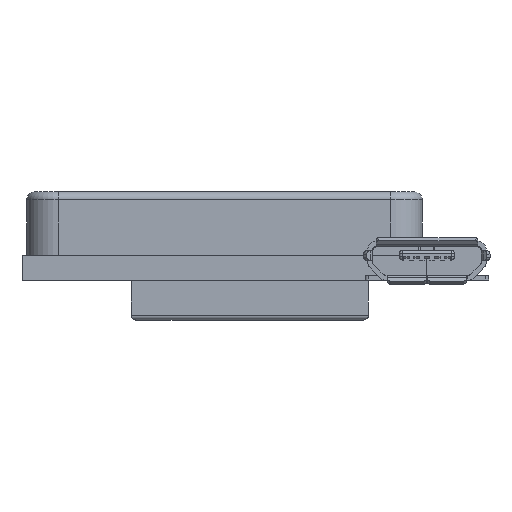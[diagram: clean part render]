
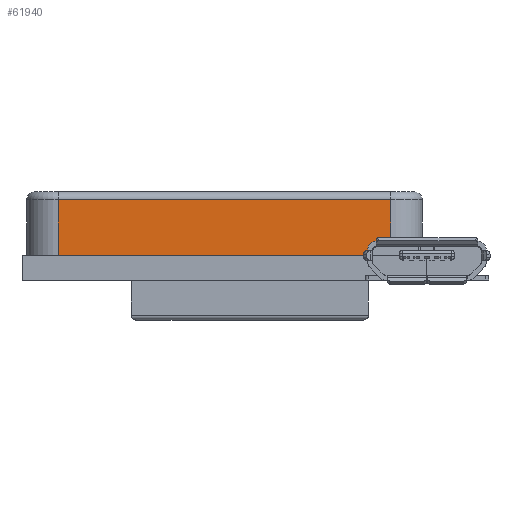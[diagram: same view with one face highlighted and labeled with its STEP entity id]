
A CAD part, left-side view. The second image highlights one B-rep face of the part: STEP entity #61940.
In plain terms, the highlighted planar face has unit normal (-1, 0, 0).
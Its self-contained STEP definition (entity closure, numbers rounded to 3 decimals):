
#60802 = PLANE('',#60803);
#60803 = AXIS2_PLACEMENT_3D('',#60804,#60805,#60806);
#60804 = CARTESIAN_POINT('',(0.,0.,1.6));
#60805 = DIRECTION('',(0.,0.,1.));
#60806 = DIRECTION('',(1.,0.,0.));
#61206 = VERTEX_POINT('',#61207);
#61207 = CARTESIAN_POINT('',(5.,2.3,1.6));
#61222 = CYLINDRICAL_SURFACE('',#61223,2.);
#61223 = AXIS2_PLACEMENT_3D('',#61224,#61225,#61226);
#61224 = CARTESIAN_POINT('',(7.,2.3,1.6));
#61225 = DIRECTION('',(0.,0.,1.));
#61226 = DIRECTION('',(-1.,0.,0.));
#61234 = EDGE_CURVE('',#61206,#61235,#61237,.T.);
#61235 = VERTEX_POINT('',#61236);
#61236 = CARTESIAN_POINT('',(5.,23.3,1.6));
#61237 = SURFACE_CURVE('',#61238,(#61242,#61249),.PCURVE_S1.);
#61238 = LINE('',#61239,#61240);
#61239 = CARTESIAN_POINT('',(5.,0.3,1.6));
#61240 = VECTOR('',#61241,1.);
#61241 = DIRECTION('',(0.,1.,0.));
#61242 = PCURVE('',#60802,#61243);
#61243 = DEFINITIONAL_REPRESENTATION('',(#61244),#61248);
#61244 = LINE('',#61245,#61246);
#61245 = CARTESIAN_POINT('',(5.,0.3));
#61246 = VECTOR('',#61247,1.);
#61247 = DIRECTION('',(0.,1.));
#61248 = ( GEOMETRIC_REPRESENTATION_CONTEXT(2) 
PARAMETRIC_REPRESENTATION_CONTEXT() REPRESENTATION_CONTEXT('2D SPACE',''
  ) );
#61249 = PCURVE('',#61250,#61255);
#61250 = PLANE('',#61251);
#61251 = AXIS2_PLACEMENT_3D('',#61252,#61253,#61254);
#61252 = CARTESIAN_POINT('',(5.,0.3,1.6));
#61253 = DIRECTION('',(1.,0.,0.));
#61254 = DIRECTION('',(0.,0.,1.));
#61255 = DEFINITIONAL_REPRESENTATION('',(#61256),#61260);
#61256 = LINE('',#61257,#61258);
#61257 = CARTESIAN_POINT('',(0.,0.));
#61258 = VECTOR('',#61259,1.);
#61259 = DIRECTION('',(0.,-1.));
#61260 = ( GEOMETRIC_REPRESENTATION_CONTEXT(2) 
PARAMETRIC_REPRESENTATION_CONTEXT() REPRESENTATION_CONTEXT('2D SPACE',''
  ) );
#61281 = CYLINDRICAL_SURFACE('',#61282,2.);
#61282 = AXIS2_PLACEMENT_3D('',#61283,#61284,#61285);
#61283 = CARTESIAN_POINT('',(7.,23.3,1.6));
#61284 = DIRECTION('',(0.,0.,1.));
#61285 = DIRECTION('',(-1.,0.,0.));
#61889 = EDGE_CURVE('',#61235,#61890,#61892,.T.);
#61890 = VERTEX_POINT('',#61891);
#61891 = CARTESIAN_POINT('',(5.,23.3,5.1));
#61892 = SURFACE_CURVE('',#61893,(#61897,#61904),.PCURVE_S1.);
#61893 = LINE('',#61894,#61895);
#61894 = CARTESIAN_POINT('',(5.,23.3,1.6));
#61895 = VECTOR('',#61896,1.);
#61896 = DIRECTION('',(0.,0.,1.));
#61897 = PCURVE('',#61281,#61898);
#61898 = DEFINITIONAL_REPRESENTATION('',(#61899),#61903);
#61899 = LINE('',#61900,#61901);
#61900 = CARTESIAN_POINT('',(-0.,0.));
#61901 = VECTOR('',#61902,1.);
#61902 = DIRECTION('',(-0.,1.));
#61903 = ( GEOMETRIC_REPRESENTATION_CONTEXT(2) 
PARAMETRIC_REPRESENTATION_CONTEXT() REPRESENTATION_CONTEXT('2D SPACE',''
  ) );
#61904 = PCURVE('',#61250,#61905);
#61905 = DEFINITIONAL_REPRESENTATION('',(#61906),#61910);
#61906 = LINE('',#61907,#61908);
#61907 = CARTESIAN_POINT('',(0.,-23.));
#61908 = VECTOR('',#61909,1.);
#61909 = DIRECTION('',(1.,0.));
#61910 = ( GEOMETRIC_REPRESENTATION_CONTEXT(2) 
PARAMETRIC_REPRESENTATION_CONTEXT() REPRESENTATION_CONTEXT('2D SPACE',''
  ) );
#61940 = ADVANCED_FACE('',(#61941),#61250,.F.);
#61941 = FACE_BOUND('',#61942,.F.);
#61942 = EDGE_LOOP('',(#61943,#61966,#61967,#61968));
#61943 = ORIENTED_EDGE('',*,*,#61944,.F.);
#61944 = EDGE_CURVE('',#61206,#61945,#61947,.T.);
#61945 = VERTEX_POINT('',#61946);
#61946 = CARTESIAN_POINT('',(5.,2.3,5.1));
#61947 = SURFACE_CURVE('',#61948,(#61952,#61959),.PCURVE_S1.);
#61948 = LINE('',#61949,#61950);
#61949 = CARTESIAN_POINT('',(5.,2.3,1.6));
#61950 = VECTOR('',#61951,1.);
#61951 = DIRECTION('',(0.,0.,1.));
#61952 = PCURVE('',#61250,#61953);
#61953 = DEFINITIONAL_REPRESENTATION('',(#61954),#61958);
#61954 = LINE('',#61955,#61956);
#61955 = CARTESIAN_POINT('',(0.,-2.));
#61956 = VECTOR('',#61957,1.);
#61957 = DIRECTION('',(1.,0.));
#61958 = ( GEOMETRIC_REPRESENTATION_CONTEXT(2) 
PARAMETRIC_REPRESENTATION_CONTEXT() REPRESENTATION_CONTEXT('2D SPACE',''
  ) );
#61959 = PCURVE('',#61222,#61960);
#61960 = DEFINITIONAL_REPRESENTATION('',(#61961),#61965);
#61961 = LINE('',#61962,#61963);
#61962 = CARTESIAN_POINT('',(0.,0.));
#61963 = VECTOR('',#61964,1.);
#61964 = DIRECTION('',(0.,1.));
#61965 = ( GEOMETRIC_REPRESENTATION_CONTEXT(2) 
PARAMETRIC_REPRESENTATION_CONTEXT() REPRESENTATION_CONTEXT('2D SPACE',''
  ) );
#61966 = ORIENTED_EDGE('',*,*,#61234,.T.);
#61967 = ORIENTED_EDGE('',*,*,#61889,.T.);
#61968 = ORIENTED_EDGE('',*,*,#61969,.F.);
#61969 = EDGE_CURVE('',#61945,#61890,#61970,.T.);
#61970 = SURFACE_CURVE('',#61971,(#61975,#61982),.PCURVE_S1.);
#61971 = LINE('',#61972,#61973);
#61972 = CARTESIAN_POINT('',(5.,2.3,5.1));
#61973 = VECTOR('',#61974,1.);
#61974 = DIRECTION('',(0.,1.,0.));
#61975 = PCURVE('',#61250,#61976);
#61976 = DEFINITIONAL_REPRESENTATION('',(#61977),#61981);
#61977 = LINE('',#61978,#61979);
#61978 = CARTESIAN_POINT('',(3.5,-2.));
#61979 = VECTOR('',#61980,1.);
#61980 = DIRECTION('',(0.,-1.));
#61981 = ( GEOMETRIC_REPRESENTATION_CONTEXT(2) 
PARAMETRIC_REPRESENTATION_CONTEXT() REPRESENTATION_CONTEXT('2D SPACE',''
  ) );
#61982 = PCURVE('',#61983,#61988);
#61983 = CYLINDRICAL_SURFACE('',#61984,0.5);
#61984 = AXIS2_PLACEMENT_3D('',#61985,#61986,#61987);
#61985 = CARTESIAN_POINT('',(5.5,2.3,5.1));
#61986 = DIRECTION('',(0.,1.,0.));
#61987 = DIRECTION('',(0.,0.,1.));
#61988 = DEFINITIONAL_REPRESENTATION('',(#61989),#61993);
#61989 = LINE('',#61990,#61991);
#61990 = CARTESIAN_POINT('',(-1.571,0.));
#61991 = VECTOR('',#61992,1.);
#61992 = DIRECTION('',(-0.,1.));
#61993 = ( GEOMETRIC_REPRESENTATION_CONTEXT(2) 
PARAMETRIC_REPRESENTATION_CONTEXT() REPRESENTATION_CONTEXT('2D SPACE',''
  ) );
